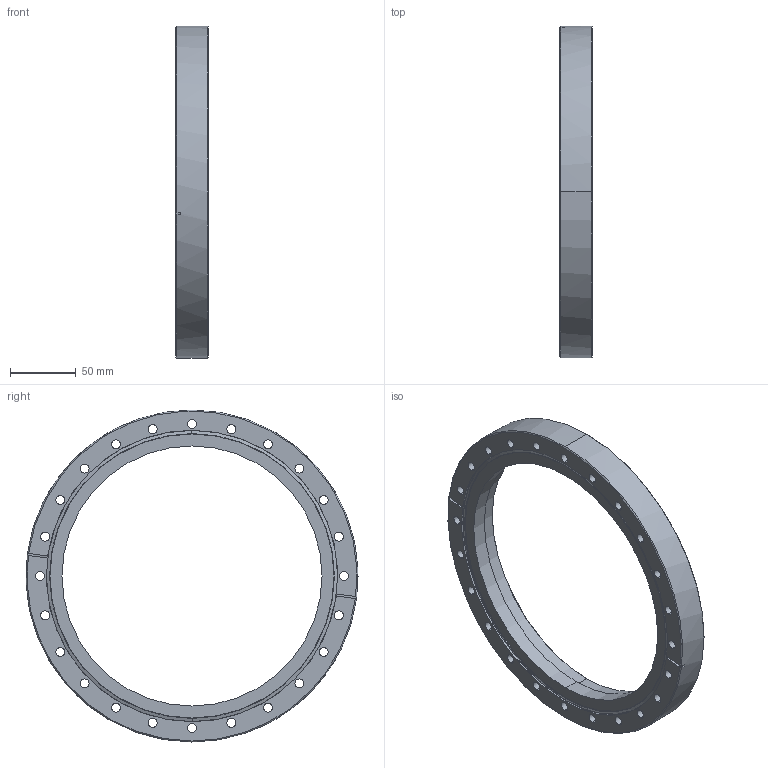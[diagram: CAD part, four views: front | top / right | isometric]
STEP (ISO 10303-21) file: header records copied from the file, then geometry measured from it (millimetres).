
FILE_DESCRIPTION (( 'STEP AP214' ), '1' );
FILE_NAME ('130033.STEP', '2024-02-08T02:12:07', ( '' ), ( '' ), 'SwSTEP 2.0', 'SolidWorks 2022', '' );
FILE_SCHEMA (( 'AUTOMOTIVE_DESIGN' ));
Length unit declared in the file: inch
Products named in the file (1): 130033
Bounding box: 24.64 x 253.24 x 253.24 mm (x, y, z)
Volume: 426259.9 mm3; surface area: 84908.5 mm2
Topology: 1 solids, 1 shells, 86 faces, 232 edges, 149 vertices
Faces by surface type: cylinder 60, cone 9, plane 9, torus 8
Entity records: 3539 total; most frequent: DIRECTION 545, CARTESIAN_POINT 492, ORIENTED_EDGE 464, AXIS2_PLACEMENT_3D 234, EDGE_CURVE 232, VERTEX_POINT 149, CIRCLE 147, EDGE_LOOP 137
